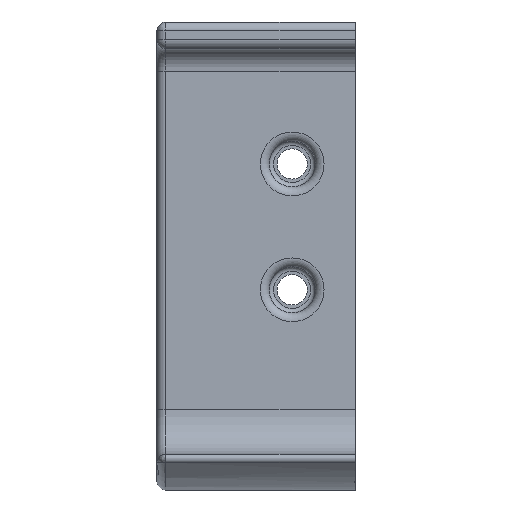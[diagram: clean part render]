
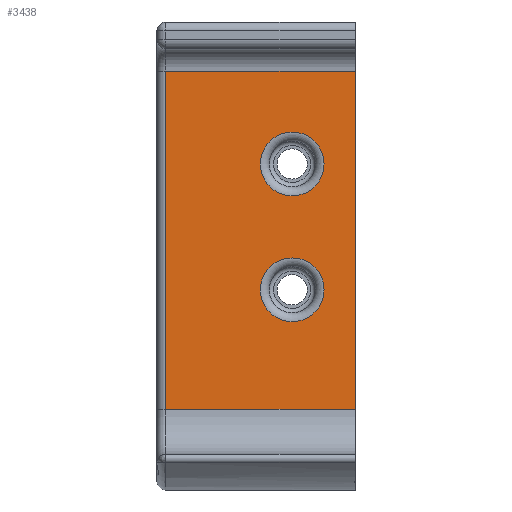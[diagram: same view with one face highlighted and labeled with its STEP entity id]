
A CAD part, front view. The second image highlights one B-rep face of the part: STEP entity #3438.
In plain terms, the highlighted planar face has unit normal (0, -1, 0).
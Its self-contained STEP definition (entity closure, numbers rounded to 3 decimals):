
#52=FACE_BOUND('',#1106,.T.);
#53=FACE_BOUND('',#1107,.T.);
#101=PLANE('',#3939);
#133=LINE('',#5303,#359);
#299=LINE('',#6029,#525);
#304=LINE('',#6047,#530);
#321=LINE('',#6116,#547);
#359=VECTOR('',#4080,10.);
#525=VECTOR('',#4946,10.);
#530=VECTOR('',#4969,10.);
#547=VECTOR('',#5054,10.);
#873=FACE_OUTER_BOUND('',#1105,.T.);
#1105=EDGE_LOOP('',(#3089,#3090,#3091,#3092));
#1106=EDGE_LOOP('',(#3093));
#1107=EDGE_LOOP('',(#3094));
#1384=CIRCLE('',#3930,7.125);
#1388=CIRCLE('',#3935,7.125);
#1444=VERTEX_POINT('',#5300);
#1445=VERTEX_POINT('',#5302);
#1641=VERTEX_POINT('',#6028);
#1645=VERTEX_POINT('',#6045);
#1673=VERTEX_POINT('',#6263);
#1676=VERTEX_POINT('',#6271);
#1739=EDGE_CURVE('',#1444,#1445,#133,.T.);
#2094=EDGE_CURVE('',#1445,#1641,#299,.T.);
#2104=EDGE_CURVE('',#1645,#1444,#304,.T.);
#2139=EDGE_CURVE('',#1641,#1645,#321,.T.);
#2158=EDGE_CURVE('',#1673,#1673,#1384,.T.);
#2162=EDGE_CURVE('',#1676,#1676,#1388,.T.);
#3089=ORIENTED_EDGE('',*,*,#1739,.F.);
#3090=ORIENTED_EDGE('',*,*,#2104,.F.);
#3091=ORIENTED_EDGE('',*,*,#2139,.F.);
#3092=ORIENTED_EDGE('',*,*,#2094,.F.);
#3093=ORIENTED_EDGE('',*,*,#2162,.F.);
#3094=ORIENTED_EDGE('',*,*,#2158,.F.);
#3438=ADVANCED_FACE('',(#873,#52,#53),#101,.F.);
#3930=AXIS2_PLACEMENT_3D('',#6264,#5103,#5104);
#3935=AXIS2_PLACEMENT_3D('',#6272,#5113,#5114);
#3939=AXIS2_PLACEMENT_3D('',#6278,#5121,#5122);
#4080=DIRECTION('',(0.,0.,-1.));
#4946=DIRECTION('',(-1.,0.,0.));
#4969=DIRECTION('',(1.,0.,0.));
#5054=DIRECTION('',(0.,0.,1.));
#5103=DIRECTION('center_axis',(0.,-1.,0.));
#5104=DIRECTION('ref_axis',(1.,0.,0.));
#5113=DIRECTION('center_axis',(0.,-1.,0.));
#5114=DIRECTION('ref_axis',(1.,0.,0.));
#5121=DIRECTION('center_axis',(0.,1.,0.));
#5122=DIRECTION('ref_axis',(1.,0.,0.));
#5300=CARTESIAN_POINT('',(0.,-10.,34.75));
#5302=CARTESIAN_POINT('',(0.,-10.,-40.75));
#5303=CARTESIAN_POINT('',(0.,-10.,-3.25));
#6028=CARTESIAN_POINT('',(-42.25,-10.,-40.75));
#6029=CARTESIAN_POINT('',(22.125,-10.,-40.75));
#6045=CARTESIAN_POINT('',(-42.25,-10.,34.75));
#6047=CARTESIAN_POINT('',(-22.125,-10.,34.75));
#6116=CARTESIAN_POINT('',(-42.25,-10.,22.875));
#6263=CARTESIAN_POINT('',(-14.05,-10.,6.925));
#6264=CARTESIAN_POINT('Origin',(-14.05,-10.,14.05));
#6271=CARTESIAN_POINT('',(-14.05,-10.,-21.175));
#6272=CARTESIAN_POINT('Origin',(-14.05,-10.,-14.05));
#6278=CARTESIAN_POINT('Origin',(0.,-10.,0.));
